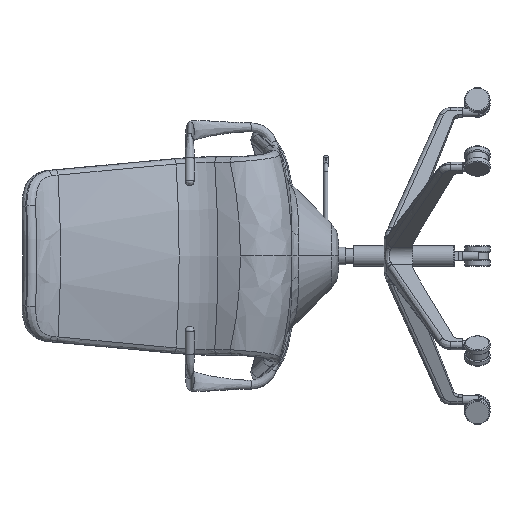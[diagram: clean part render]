
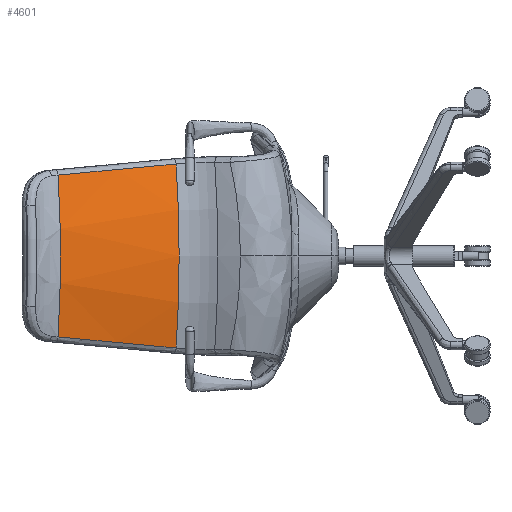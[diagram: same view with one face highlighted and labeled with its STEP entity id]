
A CAD part, left-side view. The second image highlights one B-rep face of the part: STEP entity #4601.
In plain terms, the highlighted cylindrical face has radius 680 mm (diameter 1360 mm), a partial arc.
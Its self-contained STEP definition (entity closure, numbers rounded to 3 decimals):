
#314=CYLINDRICAL_SURFACE('',#4985,680.);
#450=ELLIPSE('',#4904,7831.943,680.);
#453=ELLIPSE('',#4944,7831.943,680.);
#616=CIRCLE('',#4984,680.);
#617=CIRCLE('',#4986,680.);
#947=FACE_OUTER_BOUND('',#1275,.T.);
#1275=EDGE_LOOP('',(#3335,#3336,#3337,#3338));
#1812=VERTEX_POINT('',#7656);
#1814=VERTEX_POINT('',#7693);
#1869=VERTEX_POINT('',#9544);
#1871=VERTEX_POINT('',#9581);
#2275=EDGE_CURVE('',#1814,#1812,#450,.T.);
#2370=EDGE_CURVE('',#1871,#1869,#453,.T.);
#2426=EDGE_CURVE('',#1812,#1869,#616,.T.);
#2427=EDGE_CURVE('',#1871,#1814,#617,.T.);
#3335=ORIENTED_EDGE('',*,*,#2370,.F.);
#3336=ORIENTED_EDGE('',*,*,#2427,.T.);
#3337=ORIENTED_EDGE('',*,*,#2275,.T.);
#3338=ORIENTED_EDGE('',*,*,#2426,.T.);
#4601=ADVANCED_FACE('',(#947),#314,.T.);
#4904=AXIS2_PLACEMENT_3D('',#7696,#5457,#5458);
#4944=AXIS2_PLACEMENT_3D('',#9583,#5537,#5538);
#4984=AXIS2_PLACEMENT_3D('',#10403,#5617,#5618);
#4985=AXIS2_PLACEMENT_3D('',#10404,#5619,#5620);
#4986=AXIS2_PLACEMENT_3D('',#10405,#5621,#5622);
#5457=DIRECTION('center_axis',(0.145,-0.054,0.988));
#5458=DIRECTION('ref_axis',(0.224,-0.971,-0.086));
#5537=DIRECTION('center_axis',(-0.145,0.054,0.988));
#5538=DIRECTION('ref_axis',(0.224,-0.971,0.086));
#5617=DIRECTION('center_axis',(-0.236,0.972,0.));
#5618=DIRECTION('ref_axis',(-0.972,-0.236,0.));
#5619=DIRECTION('center_axis',(-0.236,0.972,0.));
#5620=DIRECTION('ref_axis',(0.887,0.216,-0.408));
#5621=DIRECTION('center_axis',(0.236,-0.972,0.));
#5622=DIRECTION('ref_axis',(-0.972,-0.236,0.));
#7656=CARTESIAN_POINT('',(-164.539,321.802,-182.353));
#7693=CARTESIAN_POINT('',(-227.226,555.568,-160.343));
#7696=CARTESIAN_POINT('Origin',(-246.417,3433.929,0.));
#9544=CARTESIAN_POINT('',(-164.539,321.802,182.353));
#9581=CARTESIAN_POINT('',(-227.226,555.568,160.343));
#9583=CARTESIAN_POINT('Origin',(-246.417,3433.929,0.));
#10403=CARTESIAN_POINT('Origin',(472.04,476.445,0.));
#10404=CARTESIAN_POINT('Origin',(443.481,594.004,0.));
#10405=CARTESIAN_POINT('Origin',(414.923,711.564,0.));
